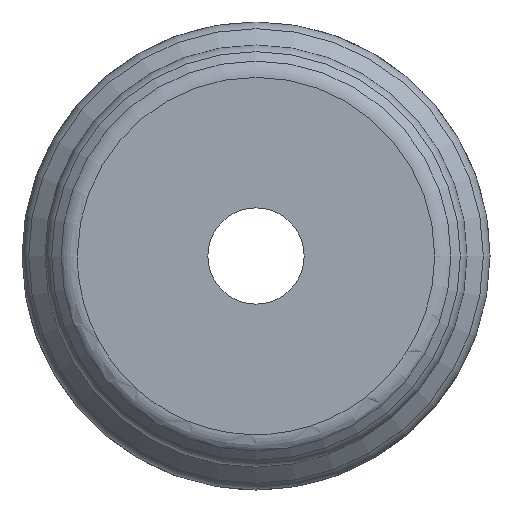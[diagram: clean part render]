
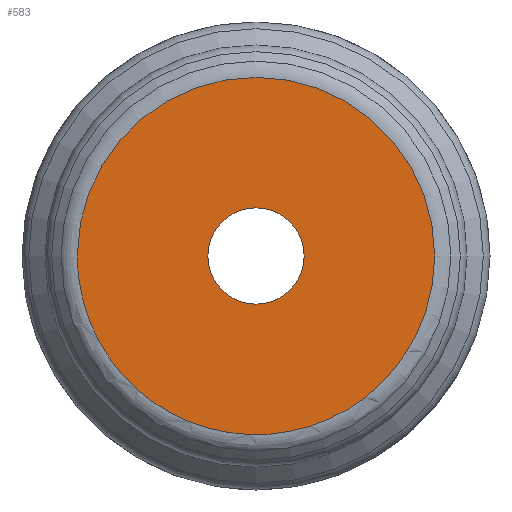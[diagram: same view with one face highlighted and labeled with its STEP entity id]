
A CAD part, left-side view. The second image highlights one B-rep face of the part: STEP entity #583.
In plain terms, the highlighted planar face has unit normal (-1, 0, 0).
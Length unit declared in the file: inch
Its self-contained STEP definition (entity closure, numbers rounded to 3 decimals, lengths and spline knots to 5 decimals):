
#20=FACE_BOUND('',#124,.T.);
#26=PLANE('',#698);
#90=FACE_OUTER_BOUND('',#123,.T.);
#123=EDGE_LOOP('',(#539,#540,#541,#542,#543));
#124=EDGE_LOOP('',(#544,#545));
#125=B_SPLINE_CURVE_WITH_KNOTS('',3,(#915,#916,#917,#918,#919,#920,#921,
#922,#923,#924,#925,#926,#927,#928,#929,#930,#931,#932),.UNSPECIFIED.,.F.,
 .F.,(4,2,2,2,2,2,2,2,4),(0.00374,0.12827,0.2528,
0.37734,0.50187,0.6264,0.75093,
0.87547,1.),.UNSPECIFIED.);
#137=ELLIPSE('',#608,0.0623,0.02426);
#143=CIRCLE('',#607,0.15326);
#144=CIRCLE('',#609,0.15326);
#145=CIRCLE('',#610,0.15326);
#190=CIRCLE('',#668,0.04134);
#191=CIRCLE('',#669,0.04134);
#206=VERTEX_POINT('',#908);
#207=VERTEX_POINT('',#910);
#208=VERTEX_POINT('',#912);
#209=VERTEX_POINT('',#914);
#210=VERTEX_POINT('',#933);
#259=VERTEX_POINT('',#1733);
#260=VERTEX_POINT('',#1735);
#275=EDGE_CURVE('',#206,#207,#143,.T.);
#276=EDGE_CURVE('',#207,#208,#137,.T.);
#277=EDGE_CURVE('',#208,#209,#125,.T.);
#278=EDGE_CURVE('',#209,#210,#144,.T.);
#279=EDGE_CURVE('',#210,#206,#145,.T.);
#339=EDGE_CURVE('',#260,#259,#190,.T.);
#340=EDGE_CURVE('',#259,#260,#191,.T.);
#539=ORIENTED_EDGE('',*,*,#276,.F.);
#540=ORIENTED_EDGE('',*,*,#275,.F.);
#541=ORIENTED_EDGE('',*,*,#279,.F.);
#542=ORIENTED_EDGE('',*,*,#278,.F.);
#543=ORIENTED_EDGE('',*,*,#277,.F.);
#544=ORIENTED_EDGE('',*,*,#339,.T.);
#545=ORIENTED_EDGE('',*,*,#340,.T.);
#583=ADVANCED_FACE('',(#90,#20),#26,.F.);
#607=AXIS2_PLACEMENT_3D('',#911,#707,#708);
#608=AXIS2_PLACEMENT_3D('',#913,#709,#710);
#609=AXIS2_PLACEMENT_3D('',#934,#711,#712);
#610=AXIS2_PLACEMENT_3D('',#935,#713,#714);
#668=AXIS2_PLACEMENT_3D('',#1736,#830,#831);
#669=AXIS2_PLACEMENT_3D('',#1737,#832,#833);
#698=AXIS2_PLACEMENT_3D('',#1789,#901,#902);
#707=DIRECTION('center_axis',(1.,0.,0.));
#708=DIRECTION('ref_axis',(0.,-1.,0.));
#709=DIRECTION('center_axis',(1.,0.,0.));
#710=DIRECTION('ref_axis',(0.,0.025,1.));
#711=DIRECTION('center_axis',(1.,0.,0.));
#712=DIRECTION('ref_axis',(0.,0.,-1.));
#713=DIRECTION('center_axis',(1.,0.,0.));
#714=DIRECTION('ref_axis',(0.,-1.,0.));
#830=DIRECTION('center_axis',(1.,0.,0.));
#831=DIRECTION('ref_axis',(0.,0.,1.));
#832=DIRECTION('center_axis',(1.,0.,0.));
#833=DIRECTION('ref_axis',(0.,0.,1.));
#901=DIRECTION('center_axis',(1.,0.,0.));
#902=DIRECTION('ref_axis',(0.,0.,-1.));
#908=CARTESIAN_POINT('',(-0.34449,0.,0.15326));
#910=CARTESIAN_POINT('',(-0.34449,-0.15326,0.));
#911=CARTESIAN_POINT('Origin',(-0.34449,0.,0.));
#912=CARTESIAN_POINT('',(-0.34449,-0.15325,-0.00175));
#913=CARTESIAN_POINT('Origin',(-0.34449,-0.12896,0.00348));
#914=CARTESIAN_POINT('',(-0.34449,0.15326,0.));
#915=CARTESIAN_POINT('Ctrl Pts',(-0.34449,-0.15325,
-0.00175));
#916=CARTESIAN_POINT('Ctrl Pts',(-0.34449,-0.15303,
-0.02173));
#917=CARTESIAN_POINT('Ctrl Pts',(-0.34449,-0.14884,
-0.04167));
#918=CARTESIAN_POINT('Ctrl Pts',(-0.34449,-0.13318,
-0.07845));
#919=CARTESIAN_POINT('Ctrl Pts',(-0.34449,-0.12171,
-0.09529));
#920=CARTESIAN_POINT('Ctrl Pts',(-0.34449,-0.0932,
-0.12332));
#921=CARTESIAN_POINT('Ctrl Pts',(-0.34449,-0.07617,-0.1345));
#922=CARTESIAN_POINT('Ctrl Pts',(-0.34449,-0.03912,
-0.14954));
#923=CARTESIAN_POINT('Ctrl Pts',(-0.34449,-0.01912,
-0.15339));
#924=CARTESIAN_POINT('Ctrl Pts',(-0.34449,0.02086,
-0.15316));
#925=CARTESIAN_POINT('Ctrl Pts',(-0.34449,0.04082,
-0.14909));
#926=CARTESIAN_POINT('Ctrl Pts',(-0.34449,0.0777,
-0.13363));
#927=CARTESIAN_POINT('Ctrl Pts',(-0.34449,0.09459,
-0.12225));
#928=CARTESIAN_POINT('Ctrl Pts',(-0.34449,0.12278,-0.0939));
#929=CARTESIAN_POINT('Ctrl Pts',(-0.34449,0.13406,-0.07693));
#930=CARTESIAN_POINT('Ctrl Pts',(-0.34449,0.14931,-0.03997));
#931=CARTESIAN_POINT('Ctrl Pts',(-0.34449,0.15327,-0.01999));
#932=CARTESIAN_POINT('Ctrl Pts',(-0.34449,0.15326,0.));
#933=CARTESIAN_POINT('',(-0.34449,0.15325,0.00175));
#934=CARTESIAN_POINT('Origin',(-0.34449,0.,
0.));
#935=CARTESIAN_POINT('Origin',(-0.34449,0.,0.));
#1733=CARTESIAN_POINT('',(-0.34449,0.,-0.04134));
#1735=CARTESIAN_POINT('',(-0.34449,0.,0.04134));
#1736=CARTESIAN_POINT('Origin',(-0.34449,0.,0.));
#1737=CARTESIAN_POINT('Origin',(-0.34449,0.,0.));
#1789=CARTESIAN_POINT('Origin',(-0.34449,0.,0.));
